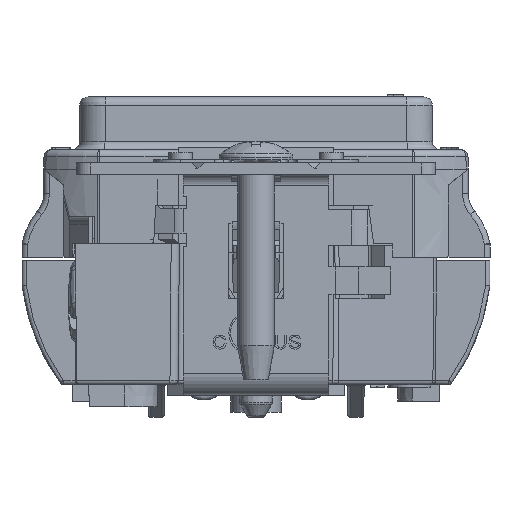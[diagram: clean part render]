
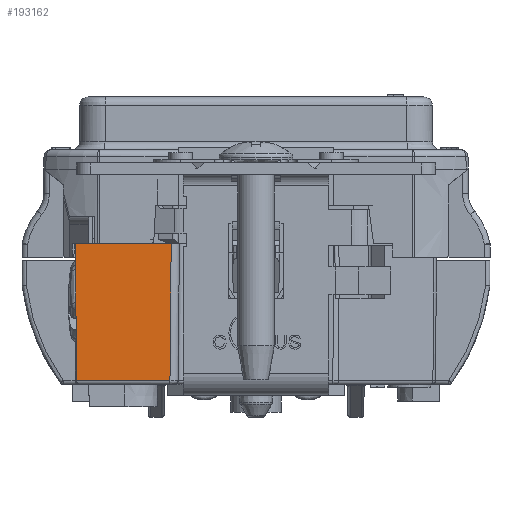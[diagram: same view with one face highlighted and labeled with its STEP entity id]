
A CAD part, front view. The second image highlights one B-rep face of the part: STEP entity #193162.
In plain terms, the highlighted planar face has unit normal (0, -1, -0.009).
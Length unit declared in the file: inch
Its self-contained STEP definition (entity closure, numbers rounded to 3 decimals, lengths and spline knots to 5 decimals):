
#803 = VECTOR ( 'NONE', #33995, 39.37008 ) ;
#13908 = EDGE_LOOP ( 'NONE', ( #227508, #90652, #211976, #51856 ) ) ;
#19849 = PLANE ( 'NONE',  #102112 ) ;
#28264 = CARTESIAN_POINT ( 'NONE',  ( -0.71596, -1.64579, 0.06798 ) ) ;
#30128 = CARTESIAN_POINT ( 'NONE',  ( -0.72032, -1.65015, 0.56811 ) ) ;
#33995 = DIRECTION ( 'NONE',  ( -0.009, -0.009, 1. ) ) ;
#34082 = VERTEX_POINT ( 'NONE', #49873 ) ;
#34637 = CARTESIAN_POINT ( 'NONE',  ( -0.72032, -1.65015, 0.56811 ) ) ;
#46135 = DIRECTION ( 'NONE',  ( 0., 0.009, -1. ) ) ;
#49873 = CARTESIAN_POINT ( 'NONE',  ( -0.37469, -1.64579, 0.06798 ) ) ;
#51856 = ORIENTED_EDGE ( 'NONE', *, *, #130712, .F. ) ;
#63395 = LINE ( 'NONE', #133677, #117760 ) ;
#75096 = EDGE_CURVE ( 'NONE', #34082, #101199, #135683, .T. ) ;
#81617 = CARTESIAN_POINT ( 'NONE',  ( -0.37035, -1.65013, 0.56505 ) ) ;
#90652 = ORIENTED_EDGE ( 'NONE', *, *, #118226, .T. ) ;
#101199 = VERTEX_POINT ( 'NONE', #215503 ) ;
#102112 = AXIS2_PLACEMENT_3D ( 'NONE', #30128, #204000, #46135 ) ;
#117760 = VECTOR ( 'NONE', #187939, 39.37008 ) ;
#118226 = EDGE_CURVE ( 'NONE', #129107, #34082, #121122, .T. ) ;
#121122 = LINE ( 'NONE', #191491, #147294 ) ;
#129107 = VERTEX_POINT ( 'NONE', #28264 ) ;
#130712 = EDGE_CURVE ( 'NONE', #149661, #101199, #63395, .T. ) ;
#133677 = CARTESIAN_POINT ( 'NONE',  ( -0.72032, -1.65015, 0.56811 ) ) ;
#135683 = LINE ( 'NONE', #81617, #147253 ) ;
#140707 = DIRECTION ( 'NONE',  ( 1., 0., 0. ) ) ;
#147253 = VECTOR ( 'NONE', #168127, 39.37008 ) ;
#147294 = VECTOR ( 'NONE', #140707, 39.37008 ) ;
#149661 = VERTEX_POINT ( 'NONE', #34637 ) ;
#157327 = LINE ( 'NONE', #209077, #803 ) ;
#168127 = DIRECTION ( 'NONE',  ( 0.009, -0.009, 1. ) ) ;
#178287 = EDGE_CURVE ( 'NONE', #129107, #149661, #157327, .T. ) ;
#178903 = FACE_OUTER_BOUND ( 'NONE', #13908, .T. ) ;
#187939 = DIRECTION ( 'NONE',  ( 1., 0., 0. ) ) ;
#191491 = CARTESIAN_POINT ( 'NONE',  ( -0.37482, -1.64579, 0.06798 ) ) ;
#193162 = ADVANCED_FACE ( 'NONE', ( #178903 ), #19849, .T. ) ;
#204000 = DIRECTION ( 'NONE',  ( 0., -1., -0.009 ) ) ;
#209077 = CARTESIAN_POINT ( 'NONE',  ( -0.72032, -1.65015, 0.56811 ) ) ;
#211976 = ORIENTED_EDGE ( 'NONE', *, *, #75096, .T. ) ;
#215503 = CARTESIAN_POINT ( 'NONE',  ( -0.37032, -1.65015, 0.56811 ) ) ;
#227508 = ORIENTED_EDGE ( 'NONE', *, *, #178287, .F. ) ;
